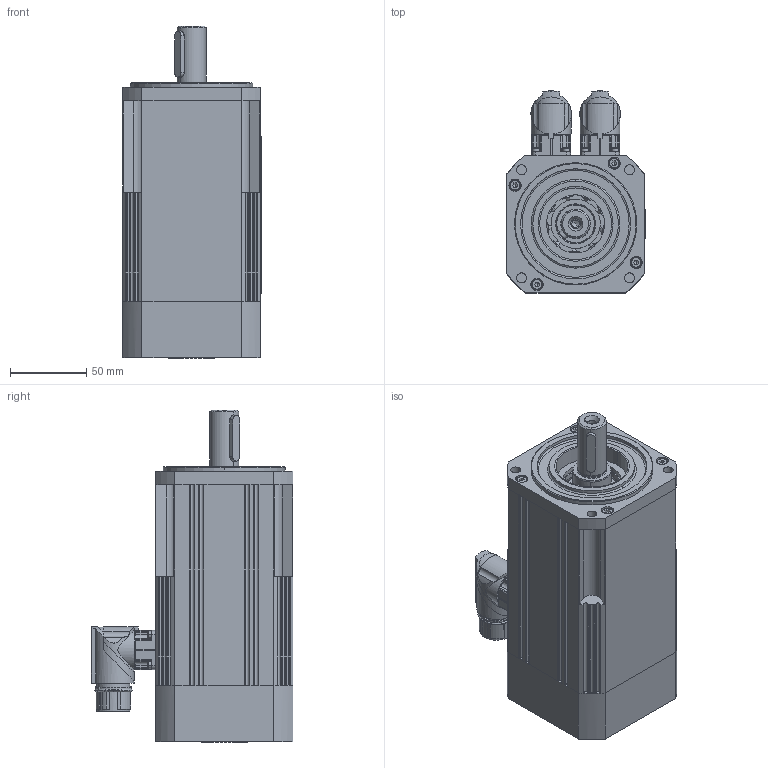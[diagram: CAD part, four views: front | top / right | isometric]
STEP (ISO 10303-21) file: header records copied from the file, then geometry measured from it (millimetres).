
FILE_DESCRIPTION((''),'2;1');
FILE_NAME('FP-409 + Encoder Heidenhain ERN-1100.stp','2011-11-08T09:22:36',('jlopez'),(''),'Autodesk Inventor 9','Autodesk Inventor 9','');
FILE_SCHEMA(('AUTOMOTIVE_DESIGN { 1 0 10303 214 1 1 1 1 }'));
Length unit declared in the file: millimetre
Products named in the file (1): Pieza1
Bounding box: 90.5 x 132.15 x 217.2 mm (x, y, z)
Volume: 1707.3 mm3; surface area: 160956.1 mm2
Topology: 20 solids, 21 shells, 1358 faces, 3651 edges, 2258 vertices
Faces by surface type: cylinder 558, plane 443, bspline 153, cone 92, sphere 64, torus 48
Entity records: 44080 total; most frequent: CARTESIAN_POINT 10588, DIRECTION 7353, ORIENTED_EDGE 6946, EDGE_CURVE 3473, AXIS2_PLACEMENT_3D 2959, VERTEX_POINT 2240, CIRCLE 1633, EDGE_LOOP 1559
